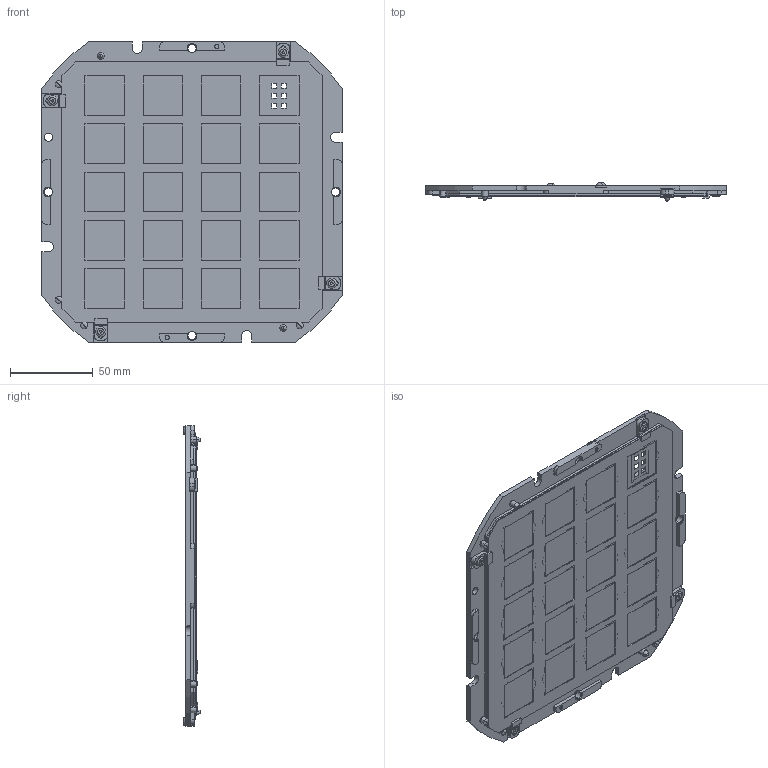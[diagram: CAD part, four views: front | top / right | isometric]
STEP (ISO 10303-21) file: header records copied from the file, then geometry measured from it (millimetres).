
FILE_DESCRIPTION(('FreeCAD Model'),'2;1');
FILE_NAME('latest_sample_holder_assembly.step','2020-02-08T12:53:43',(''),(''), 'Open CASCADE STEP processor 7.4','FreeCAD','Unknown');
FILE_SCHEMA(('AUTOMOTIVE_DESIGN { 1 0 10303 214 1 1 1 1 }'));
Length unit declared in the file: millimetre
Products named in the file (35): Unnamed1; 07970_-_Substrate_Holder_Assembly_3-Feb-2020; 07970_-_Substrate_Holder_Assembly.STEP; 012729_25mm_Samples.STEP; 013871.STEP; 012731_M2_-_SSTL.STEP; LPPESC3-P4.00-B3.6-R1-L3.STEP001; 004418_05.STEP003; LPPESA3-P4.00-B3.3-R2-L3.STEP003; 013435.STEP; 013437.STEP; 005863_000.STEP003; 013891.STEP001; 013889.STEP001; trimmed_substrates.1; trimmed_substrates.2; trimmed_substrates.3; trimmed_substrates.4; trimmed_substrates.5; trimmed_substrates.6; trimmed_substrates.7; trimmed_substrates.8; trimmed_substrates.9; trimmed_substrates.10; trimmed_substrates.11; trimmed_substrates.12; trimmed_substrates.13; trimmed_substrates.14; trimmed_substrates.15; trimmed_substrates.16; trimmed_substrates.17; trimmed_substrates.18; trimmed_substrates.19; 6pixel_mask_142mm_forTestingSetup; Substrate_Retainer_withLip_forTestingSetup
Assembly tree (46 placements, depth 6):
  Unnamed1
    07970_-_Substrate_Holder_Assembly_3-Feb-2020
      07970_-_Substrate_Holder_Assembly.STEP
        012729_25mm_Samples.STEP
          013871.STEP
            012731_M2_-_SSTL.STEP
          LPPESC3-P4.00-B3.6-R1-L3.STEP001  x2
          004418_05.STEP003  x4
          LPPESA3-P4.00-B3.3-R2-L3.STEP003  x4
          013435.STEP
          013437.STEP
          005863_000.STEP003  x4
          013891.STEP001  x2
          013889.STEP001  x2
        trimmed_substrates.1
        trimmed_substrates.2
        trimmed_substrates.3
        trimmed_substrates.4
        trimmed_substrates.5
        trimmed_substrates.6
        trimmed_substrates.7
        trimmed_substrates.8
        trimmed_substrates.9
        trimmed_substrates.10
        trimmed_substrates.11
        trimmed_substrates.12
        trimmed_substrates.13
        trimmed_substrates.14
        trimmed_substrates.15
        trimmed_substrates.16
        trimmed_substrates.17
        trimmed_substrates.18
        trimmed_substrates.19
    6pixel_mask_142mm_forTestingSetup
    Substrate_Retainer_withLip_forTestingSetup
Bounding box: 181 x 10.66 x 181 mm (x, y, z)
Volume: 141806.1 mm3; surface area: 189376.9 mm2
Topology: 42 solids, 42 shells, 1650 faces, 4504 edges, 2929 vertices
Faces by surface type: plane 1177, cylinder 323, cone 81, torus 45, revolution 12, bspline 8, sphere 4
Entity records: 46414 total; most frequent: CARTESIAN_POINT 8064, ORIENTED_EDGE 7782, DIRECTION 7353, EDGE_CURVE 3891, LINE 3257, VECTOR 3257, VERTEX_POINT 2565, AXIS2_PLACEMENT_3D 2046
